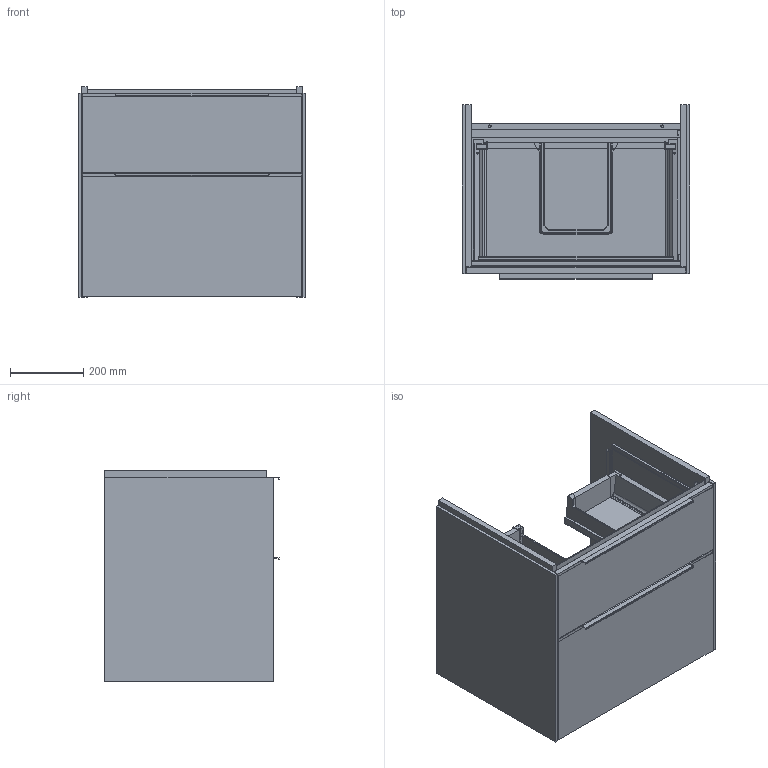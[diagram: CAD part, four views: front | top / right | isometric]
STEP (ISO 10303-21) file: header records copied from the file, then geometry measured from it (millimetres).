
FILE_DESCRIPTION(/* description */ (''),/* implementation_level */ '2;1');
FILE_NAME(/* name */ 'TK123_C5760Z_RFS.stp',/* time_stamp */ '2020-12-01T09:39:12+01:00',/* author */ ('StegeR'),/* organization */ (''),/* preprocessor_version */ 'ST-DEVELOPER v16.1',/* originating_system */ 'Autodesk Inventor 2016',/* authorisation */ '');
FILE_SCHEMA (('AUTOMOTIVE_DESIGN { 1 0 10303 214 3 1 1 }'));
Products named in the file (1): TK123_C5760Z_RFS
Bounding box: 622 x 478 x 576 mm (x, y, z)
Volume: 31523601.3 mm3; surface area: 5843116.9 mm2
Topology: 49 solids, 50 shells, 2676 faces, 7238 edges, 4766 vertices
Faces by surface type: plane 1879, cylinder 738, bspline 24, torus 14, sphere 12, cone 9
Full cylindrical faces by diameter (mm): 2.5 x2, 3.8 x1, 4 x6, 4.5 x2, 5 x13, 5.1 x4, 6 x14, 7.2 x2, 10 x2, 12 x2, 12.2 x2, 25 x2, 26 x2
Entity records: 84077 total; most frequent: CARTESIAN_POINT 15029, ORIENTED_EDGE 14330, DIRECTION 14001, EDGE_CURVE 7163, LINE 5587, VECTOR 5587, VERTEX_POINT 4757, AXIS2_PLACEMENT_3D 4207
